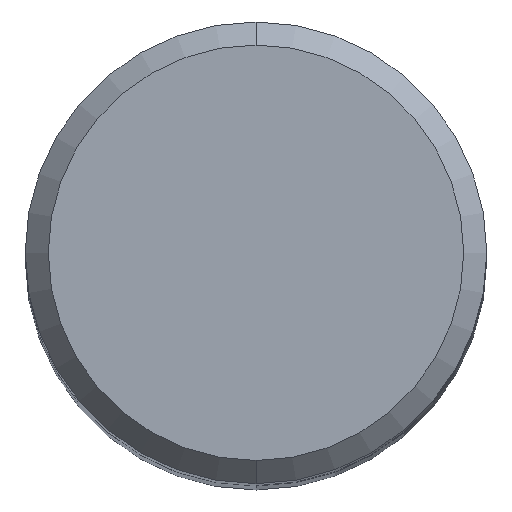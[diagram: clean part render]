
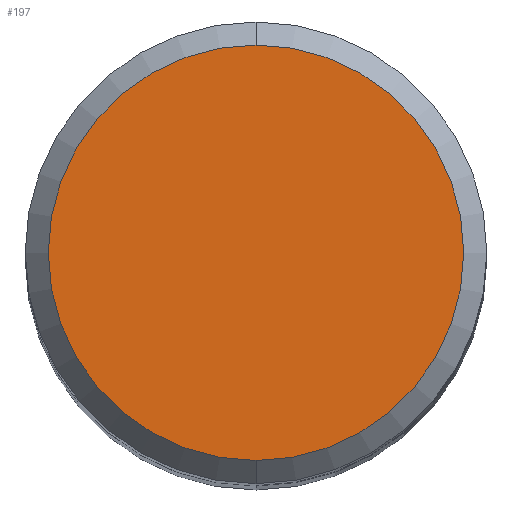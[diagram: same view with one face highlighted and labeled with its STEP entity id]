
A CAD part, top view. The second image highlights one B-rep face of the part: STEP entity #197.
In plain terms, the highlighted planar face has unit normal (0, 0, 1).
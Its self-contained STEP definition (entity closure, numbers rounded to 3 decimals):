
#197=ADVANCED_FACE('',(#415),#416,.T.);
#247=VERTEX_POINT('',#473);
#251=EDGE_CURVE('',#299,#247,#477,.T.);
#299=VERTEX_POINT('',#528);
#307=EDGE_CURVE('',#247,#299,#536,.T.);
#415=FACE_OUTER_BOUND('',#658,.T.);
#416=PLANE('',#659);
#473=CARTESIAN_POINT('',(0.,-9.0,0.01));
#477=CIRCLE('',#734,9.0);
#528=CARTESIAN_POINT('',(0.0,9.0,0.01));
#536=CIRCLE('',#811,9.0);
#658=EDGE_LOOP('',(#946,#947));
#659=AXIS2_PLACEMENT_3D('',#948,#949,#950);
#734=AXIS2_PLACEMENT_3D('',#1020,#1021,#1022);
#811=AXIS2_PLACEMENT_3D('',#1082,#1083,#1084);
#946=ORIENTED_EDGE('',*,*,#251,.F.);
#947=ORIENTED_EDGE('',*,*,#307,.F.);
#948=CARTESIAN_POINT('',(0.0,4.5,0.01));
#949=DIRECTION('',(-0.0,0.0,1.0));
#950=DIRECTION('',(0.0,-1.0,0.0));
#1020=CARTESIAN_POINT('',(0.0,0.0,0.01));
#1021=DIRECTION('',(0.0,0.0,-1.0));
#1022=DIRECTION('',(0.0,1.0,0.0));
#1082=CARTESIAN_POINT('',(0.0,0.0,0.01));
#1083=DIRECTION('',(0.0,0.0,-1.0));
#1084=DIRECTION('',(0.0,1.0,0.0));
